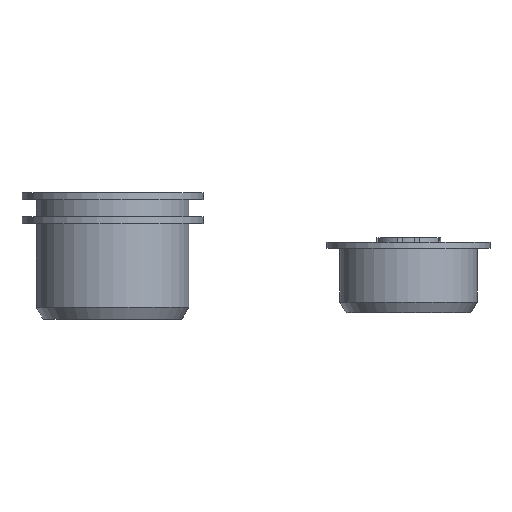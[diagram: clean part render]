
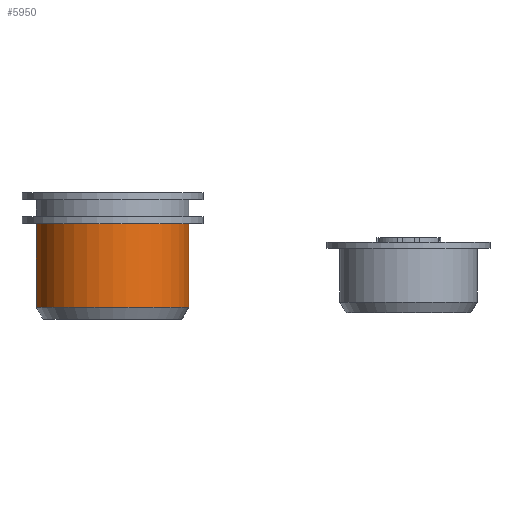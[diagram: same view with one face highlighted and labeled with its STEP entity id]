
A CAD part, left-side view. The second image highlights one B-rep face of the part: STEP entity #5950.
In plain terms, the highlighted cylindrical face has radius 6.4 mm (diameter 12.8 mm), a full revolution.
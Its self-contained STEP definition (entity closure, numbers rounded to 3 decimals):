
#639=FACE_OUTER_BOUND('',#976,.T.);
#976=EDGE_LOOP('',(#4478,#4479,#4480,#4481));
#1378=LINE('',#8905,#1948);
#1948=VECTOR('',#6830,6.4);
#2380=CIRCLE('',#6219,6.4);
#2394=CIRCLE('',#6266,6.4);
#2490=VERTEX_POINT('',#7781);
#2635=VERTEX_POINT('',#8854);
#3095=EDGE_CURVE('',#2490,#2490,#2380,.T.);
#3306=EDGE_CURVE('',#2635,#2635,#2394,.T.);
#3331=EDGE_CURVE('',#2490,#2635,#1378,.T.);
#4478=ORIENTED_EDGE('',*,*,#3095,.T.);
#4479=ORIENTED_EDGE('',*,*,#3331,.T.);
#4480=ORIENTED_EDGE('',*,*,#3306,.T.);
#4481=ORIENTED_EDGE('',*,*,#3331,.F.);
#5824=CYLINDRICAL_SURFACE('',#6284,6.4);
#5950=ADVANCED_FACE('',(#639),#5824,.T.);
#6219=AXIS2_PLACEMENT_3D('',#7782,#6557,#6558);
#6266=AXIS2_PLACEMENT_3D('',#8855,#6772,#6773);
#6284=AXIS2_PLACEMENT_3D('',#8904,#6828,#6829);
#6557=DIRECTION('center_axis',(0.,0.,-1.));
#6558=DIRECTION('ref_axis',(1.,0.,0.));
#6772=DIRECTION('center_axis',(0.,0.,1.));
#6773=DIRECTION('ref_axis',(1.,0.,0.));
#6828=DIRECTION('center_axis',(0.,0.,1.));
#6829=DIRECTION('ref_axis',(1.,0.,0.));
#6830=DIRECTION('',(0.,0.,-1.));
#7781=CARTESIAN_POINT('',(78.6,32.,7.));
#7782=CARTESIAN_POINT('Origin',(85.,32.,7.));
#8854=CARTESIAN_POINT('',(78.6,32.,0.));
#8855=CARTESIAN_POINT('Origin',(85.,32.,0.));
#8904=CARTESIAN_POINT('Origin',(85.,32.,0.));
#8905=CARTESIAN_POINT('',(78.6,32.,0.));
